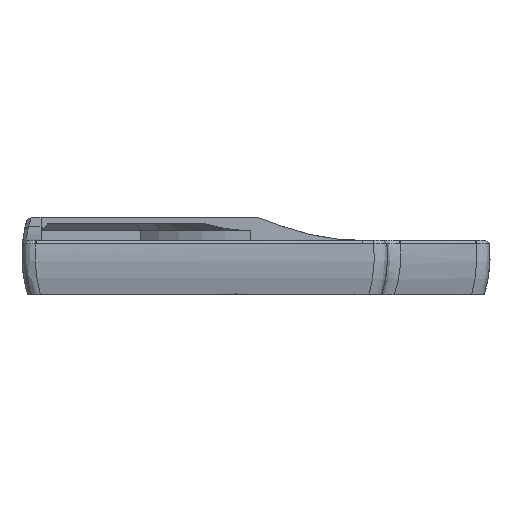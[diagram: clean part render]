
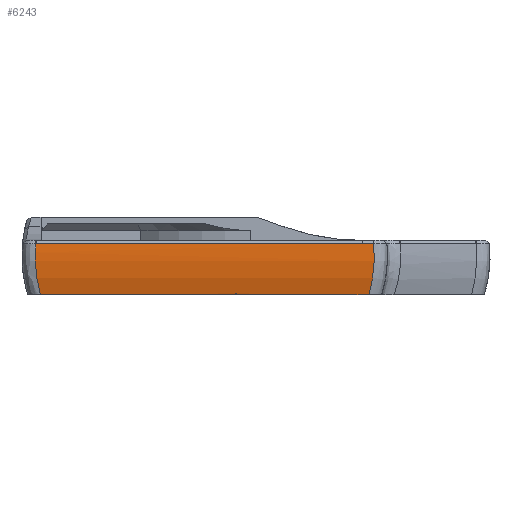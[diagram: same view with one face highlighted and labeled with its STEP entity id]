
A CAD part, left-side view. The second image highlights one B-rep face of the part: STEP entity #6243.
In plain terms, the highlighted cylindrical face has radius 20 mm (diameter 40 mm), a partial arc.
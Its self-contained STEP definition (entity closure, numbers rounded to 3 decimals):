
#174=B_SPLINE_CURVE_WITH_KNOTS('',3,(#9208,#9209,#9210,#9211),
 .UNSPECIFIED.,.F.,.F.,(4,4),(0.,0.005),
 .UNSPECIFIED.);
#178=B_SPLINE_CURVE_WITH_KNOTS('',3,(#9268,#9269,#9270,#9271),
 .UNSPECIFIED.,.F.,.F.,(4,4),(0.309,0.313),
 .UNSPECIFIED.);
#207=B_SPLINE_CURVE_WITH_KNOTS('',3,(#9705,#9706,#9707,#9708,#9709),
 .UNSPECIFIED.,.F.,.F.,(4,1,4),(-1.566,-1.262,-0.857),
 .UNSPECIFIED.);
#323=CYLINDRICAL_SURFACE('',#6604,20.);
#372=CIRCLE('',#6496,20.);
#373=CIRCLE('',#6498,20.);
#543=FACE_OUTER_BOUND('',#883,.T.);
#883=EDGE_LOOP('',(#4547,#4548,#4549,#4550,#4551,#4552,#4553,#4554,#4555,
#4556,#4557));
#1177=ELLIPSE('',#6602,26.907,20.);
#1212=LINE('',#8308,#1863);
#1357=LINE('',#9182,#2008);
#1361=LINE('',#9190,#2012);
#1389=LINE('',#9703,#2040);
#1390=LINE('',#9710,#2041);
#1863=VECTOR('',#6890,10.);
#2008=VECTOR('',#7237,10.);
#2012=VECTOR('',#7243,10.);
#2040=VECTOR('',#7287,10.);
#2041=VECTOR('',#7288,10.);
#2515=VERTEX_POINT('',#8305);
#2516=VERTEX_POINT('',#8307);
#2518=VERTEX_POINT('',#8315);
#2520=VERTEX_POINT('',#8321);
#2671=VERTEX_POINT('',#9141);
#2673=VERTEX_POINT('',#9179);
#2674=VERTEX_POINT('',#9181);
#2677=VERTEX_POINT('',#9188);
#2678=VERTEX_POINT('',#9236);
#2714=VERTEX_POINT('',#9688);
#2716=VERTEX_POINT('',#9704);
#3126=EDGE_CURVE('',#2516,#2515,#1212,.T.);
#3129=EDGE_CURVE('',#2518,#2516,#372,.T.);
#3133=EDGE_CURVE('',#2515,#2520,#373,.T.);
#3353=EDGE_CURVE('',#2673,#2674,#1357,.T.);
#3357=EDGE_CURVE('',#2677,#2673,#1361,.T.);
#3359=EDGE_CURVE('',#2674,#2671,#174,.T.);
#3365=EDGE_CURVE('',#2678,#2677,#178,.T.);
#3417=EDGE_CURVE('',#2671,#2714,#1177,.T.);
#3420=EDGE_CURVE('',#2520,#2714,#1389,.T.);
#3421=EDGE_CURVE('',#2716,#2678,#207,.T.);
#3422=EDGE_CURVE('',#2716,#2518,#1390,.T.);
#4547=ORIENTED_EDGE('',*,*,#3133,.T.);
#4548=ORIENTED_EDGE('',*,*,#3420,.T.);
#4549=ORIENTED_EDGE('',*,*,#3417,.F.);
#4550=ORIENTED_EDGE('',*,*,#3359,.F.);
#4551=ORIENTED_EDGE('',*,*,#3353,.F.);
#4552=ORIENTED_EDGE('',*,*,#3357,.F.);
#4553=ORIENTED_EDGE('',*,*,#3365,.F.);
#4554=ORIENTED_EDGE('',*,*,#3421,.F.);
#4555=ORIENTED_EDGE('',*,*,#3422,.T.);
#4556=ORIENTED_EDGE('',*,*,#3129,.T.);
#4557=ORIENTED_EDGE('',*,*,#3126,.T.);
#6243=ADVANCED_FACE('',(#543),#323,.T.);
#6496=AXIS2_PLACEMENT_3D('',#8316,#6894,#6895);
#6498=AXIS2_PLACEMENT_3D('',#8323,#6901,#6902);
#6602=AXIS2_PLACEMENT_3D('',#9689,#7281,#7282);
#6604=AXIS2_PLACEMENT_3D('',#9702,#7285,#7286);
#6890=DIRECTION('',(0.,-1.,0.));
#6894=DIRECTION('center_axis',(0.,1.,0.));
#6895=DIRECTION('ref_axis',(-0.956,0.,-0.292));
#6901=DIRECTION('center_axis',(0.,-1.,0.));
#6902=DIRECTION('ref_axis',(-0.956,0.,-0.292));
#7237=DIRECTION('',(0.,-1.,0.));
#7243=DIRECTION('',(0.,-1.,0.));
#7281=DIRECTION('center_axis',(0.669,-0.743,0.));
#7282=DIRECTION('ref_axis',(-0.743,-0.669,0.));
#7285=DIRECTION('center_axis',(0.,1.,0.));
#7286=DIRECTION('ref_axis',(-0.956,0.,-0.292));
#7287=DIRECTION('',(0.,-1.,0.));
#7288=DIRECTION('',(0.,-1.,0.));
#8305=CARTESIAN_POINT('',(-10.56,-21.02,-4.5));
#8307=CARTESIAN_POINT('',(-10.56,-20.92,-4.5));
#8308=CARTESIAN_POINT('',(-10.56,0.,-4.5));
#8315=CARTESIAN_POINT('',(-10.5,-20.92,-4.7));
#8316=CARTESIAN_POINT('Origin',(8.625,-20.92,1.15));
#8321=CARTESIAN_POINT('',(-10.5,-21.02,-4.7));
#8323=CARTESIAN_POINT('Origin',(8.625,-21.02,1.15));
#9141=CARTESIAN_POINT('',(-11.289,-41.797,3.003));
#9179=CARTESIAN_POINT('',(-11.289,-40.035,3.003));
#9181=CARTESIAN_POINT('',(-11.289,-41.75,3.003));
#9182=CARTESIAN_POINT('',(-11.289,0.,3.003));
#9188=CARTESIAN_POINT('',(-11.289,9.25,3.003));
#9190=CARTESIAN_POINT('',(-11.289,0.,3.003));
#9208=CARTESIAN_POINT('Ctrl Pts',(-11.289,-41.75,3.003));
#9209=CARTESIAN_POINT('Ctrl Pts',(-11.289,-41.766,3.003));
#9210=CARTESIAN_POINT('Ctrl Pts',(-11.289,-41.782,3.003));
#9211=CARTESIAN_POINT('Ctrl Pts',(-11.289,-41.797,3.003));
#9236=CARTESIAN_POINT('',(-11.289,9.297,3.003));
#9268=CARTESIAN_POINT('Ctrl Pts',(-11.289,9.297,3.003));
#9269=CARTESIAN_POINT('Ctrl Pts',(-11.289,9.282,3.003));
#9270=CARTESIAN_POINT('Ctrl Pts',(-11.289,9.266,3.003));
#9271=CARTESIAN_POINT('Ctrl Pts',(-11.289,9.25,3.003));
#9688=CARTESIAN_POINT('',(-10.5,-41.087,-4.7));
#9689=CARTESIAN_POINT('Origin',(8.625,-23.875,1.15));
#9702=CARTESIAN_POINT('Origin',(8.625,0.,1.15));
#9703=CARTESIAN_POINT('',(-10.5,10.5,-4.7));
#9704=CARTESIAN_POINT('',(-10.5,8.587,-4.7));
#9705=CARTESIAN_POINT('Ctrl Pts',(-10.5,8.587,-4.7));
#9706=CARTESIAN_POINT('Ctrl Pts',(-10.816,8.872,-3.667));
#9707=CARTESIAN_POINT('Ctrl Pts',(-11.373,9.373,-1.143));
#9708=CARTESIAN_POINT('Ctrl Pts',(-11.427,9.422,1.515));
#9709=CARTESIAN_POINT('Ctrl Pts',(-11.289,9.297,3.003));
#9710=CARTESIAN_POINT('',(-10.5,10.5,-4.7));
